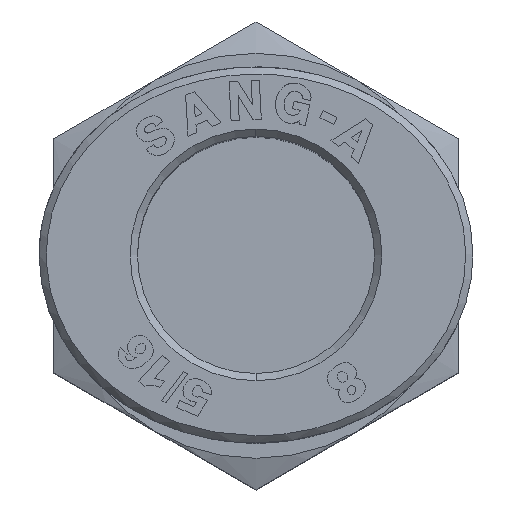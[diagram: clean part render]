
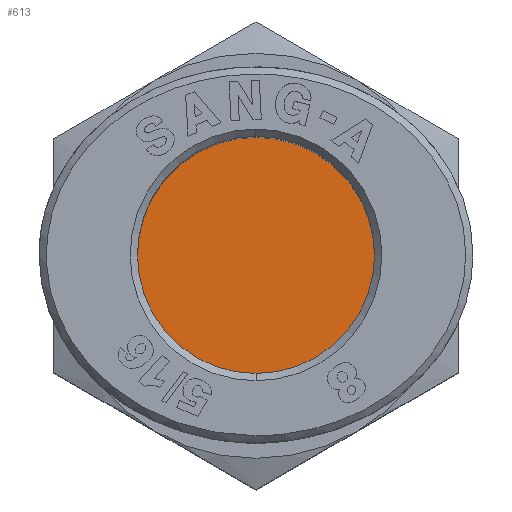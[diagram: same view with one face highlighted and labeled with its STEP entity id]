
A CAD part, top view. The second image highlights one B-rep face of the part: STEP entity #613.
In plain terms, the highlighted face is planar.
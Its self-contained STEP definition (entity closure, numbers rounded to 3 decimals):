
#571=CARTESIAN_POINT('',(-4.1,-11.3,0.));
#572=VERTEX_POINT('',#571);
#579=CARTESIAN_POINT('',(4.1,-11.3,0.));
#580=VERTEX_POINT('',#579);
#581=CARTESIAN_POINT('',(0.,-11.3,0.));
#582=DIRECTION('',(0.0,-1.0,0.0));
#583=DIRECTION('',(-1.0,0.0,0.0));
#584=AXIS2_PLACEMENT_3D('',#581,#582,#583);
#585=CIRCLE('',#584,4.1);
#586=EDGE_CURVE('',#572,#580,#585,.T.);
#598=CARTESIAN_POINT('',(0.,-11.3,0.));
#599=DIRECTION('',(0.0,-1.0,0.0));
#600=DIRECTION('',(-1.0,0.0,0.0));
#601=AXIS2_PLACEMENT_3D('',#598,#599,#600);
#602=PLANE('',#601);
#603=ORIENTED_EDGE('',*,*,#586,.F.);
#604=CARTESIAN_POINT('',(0.,-11.3,0.));
#605=DIRECTION('',(0.0,-1.0,0.0));
#606=DIRECTION('',(-1.0,0.0,0.0));
#607=AXIS2_PLACEMENT_3D('',#604,#605,#606);
#608=CIRCLE('',#607,4.1);
#609=EDGE_CURVE('',#580,#572,#608,.T.);
#610=ORIENTED_EDGE('',*,*,#609,.F.);
#611=EDGE_LOOP('',(#603,#610));
#612=FACE_OUTER_BOUND('',#611,.T.);
#613=ADVANCED_FACE('',(#612),#602,.F.);
